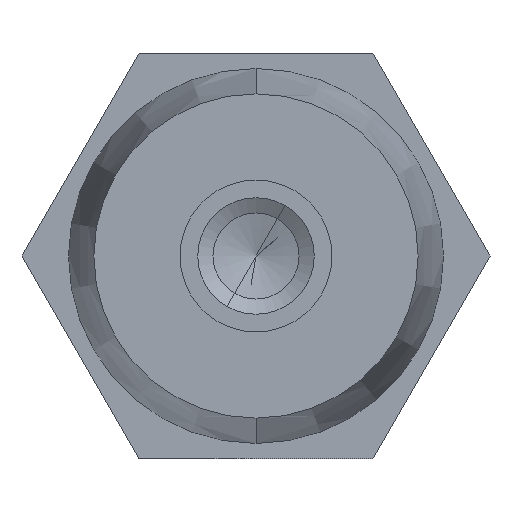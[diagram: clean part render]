
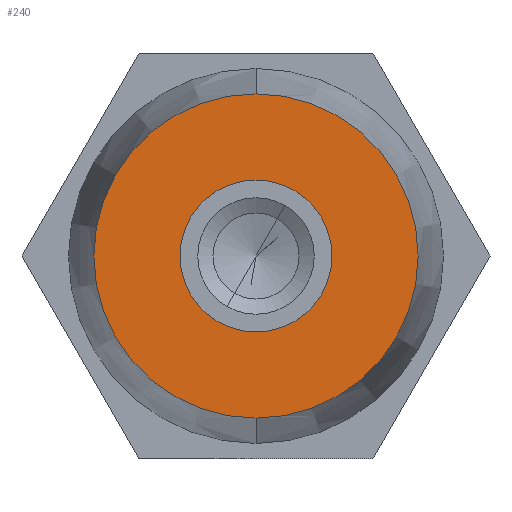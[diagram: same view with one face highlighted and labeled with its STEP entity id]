
A CAD part, front view. The second image highlights one B-rep face of the part: STEP entity #240.
In plain terms, the highlighted planar face has unit normal (0, -1, 0).
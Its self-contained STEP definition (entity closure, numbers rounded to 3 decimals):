
#167 = CIRCLE ( 'NONE', #1162, 16. ) ;
#240 = ADVANCED_FACE ( 'NONE', ( #702, #1643 ), #2391, .T. ) ;
#379 = AXIS2_PLACEMENT_3D ( 'NONE', #560, #2047, #2037 ) ;
#400 = CARTESIAN_POINT ( 'NONE',  ( 0., -22.5, 0. ) ) ;
#436 = CIRCLE ( 'NONE', #379, 16. ) ;
#456 = VERTEX_POINT ( 'NONE', #1017 ) ;
#560 = CARTESIAN_POINT ( 'NONE',  ( 0., -22.5, 0. ) ) ;
#634 = DIRECTION ( 'NONE',  ( 0., -1., 0. ) ) ;
#647 = CARTESIAN_POINT ( 'NONE',  ( 0., -22.5, 7.5 ) ) ;
#652 = DIRECTION ( 'NONE',  ( 0., 0., -1. ) ) ;
#702 = FACE_BOUND ( 'NONE', #2155, .T. ) ;
#781 = EDGE_CURVE ( 'NONE', #2670, #456, #436, .T. ) ;
#812 = ORIENTED_EDGE ( 'NONE', *, *, #3159, .T. ) ;
#941 = ORIENTED_EDGE ( 'NONE', *, *, #1941, .T. ) ;
#1009 = CIRCLE ( 'NONE', #2283, 7.5 ) ;
#1017 = CARTESIAN_POINT ( 'NONE',  ( 0., -22.5, 16. ) ) ;
#1058 = DIRECTION ( 'NONE',  ( 0., 0., 1. ) ) ;
#1162 = AXIS2_PLACEMENT_3D ( 'NONE', #400, #2367, #2351 ) ;
#1167 = ORIENTED_EDGE ( 'NONE', *, *, #781, .T. ) ;
#1296 = DIRECTION ( 'NONE',  ( 0., 1., 0. ) ) ;
#1478 = ORIENTED_EDGE ( 'NONE', *, *, #2386, .T. ) ;
#1614 = CARTESIAN_POINT ( 'NONE',  ( 0., -22.5, 0. ) ) ;
#1643 = FACE_OUTER_BOUND ( 'NONE', #2721, .T. ) ;
#1667 = CARTESIAN_POINT ( 'NONE',  ( 0., -22.5, -16. ) ) ;
#1775 = CARTESIAN_POINT ( 'NONE',  ( 0., -22.5, 0. ) ) ;
#1933 = AXIS2_PLACEMENT_3D ( 'NONE', #1775, #1296, #2276 ) ;
#1941 = EDGE_CURVE ( 'NONE', #456, #2670, #167, .T. ) ;
#2037 = DIRECTION ( 'NONE',  ( 0., 0., -1. ) ) ;
#2047 = DIRECTION ( 'NONE',  ( 0., -1., 0. ) ) ;
#2155 = EDGE_LOOP ( 'NONE', ( #812, #1478 ) ) ;
#2256 = DIRECTION ( 'NONE',  ( 0., 1., 0. ) ) ;
#2276 = DIRECTION ( 'NONE',  ( 0., 0., 1. ) ) ;
#2283 = AXIS2_PLACEMENT_3D ( 'NONE', #2506, #2256, #1058 ) ;
#2351 = DIRECTION ( 'NONE',  ( 0., 0., -1. ) ) ;
#2355 = VERTEX_POINT ( 'NONE', #647 ) ;
#2367 = DIRECTION ( 'NONE',  ( 0., -1., 0. ) ) ;
#2386 = EDGE_CURVE ( 'NONE', #2355, #3138, #1009, .T. ) ;
#2391 = PLANE ( 'NONE',  #2654 ) ;
#2506 = CARTESIAN_POINT ( 'NONE',  ( 0., -22.5, 0. ) ) ;
#2654 = AXIS2_PLACEMENT_3D ( 'NONE', #1614, #634, #652 ) ;
#2670 = VERTEX_POINT ( 'NONE', #1667 ) ;
#2721 = EDGE_LOOP ( 'NONE', ( #941, #1167 ) ) ;
#3050 = CARTESIAN_POINT ( 'NONE',  ( 0., -22.5, -7.5 ) ) ;
#3082 = CIRCLE ( 'NONE', #1933, 7.5 ) ;
#3138 = VERTEX_POINT ( 'NONE', #3050 ) ;
#3159 = EDGE_CURVE ( 'NONE', #3138, #2355, #3082, .T. ) ;
